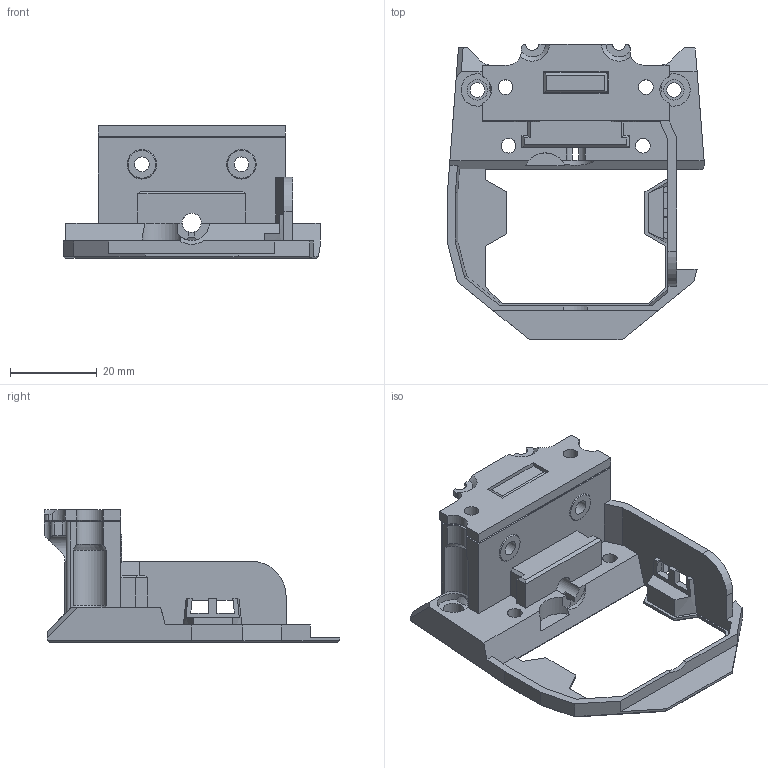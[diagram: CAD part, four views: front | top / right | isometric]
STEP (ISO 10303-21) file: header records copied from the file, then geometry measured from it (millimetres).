
FILE_DESCRIPTION (( 'STEP AP203' ), '1' );
FILE_NAME ('LGX_SB_Mount-r02e - NoPCB.STEP', '2023-01-15T22:46:24', ( '' ), ( '' ), 'SwSTEP 2.0', 'SolidWorks 2022', '' );
FILE_SCHEMA (( 'CONFIG_CONTROL_DESIGN' ));
Length unit declared in the file: millimetre
Products named in the file (1): LGX_SB_Mount-r02e - NoPCB
Bounding box: 59.36 x 68.17 x 30.6 mm (x, y, z)
Volume: 24242 mm3; surface area: 13311 mm2
Topology: 2 solids, 3 shells, 346 faces, 912 edges, 574 vertices
Faces by surface type: plane 247, cylinder 60, cone 31, bspline 8
Full cylindrical faces by diameter (mm): 3.4 x11, 4.4 x1, 4.7 x5, 6 x6, 7.5 x2
Entity records: 10614 total; most frequent: CARTESIAN_POINT 2272, ORIENTED_EDGE 1728, DIRECTION 1617, EDGE_CURVE 864, VECTOR 611, LINE 611, VERTEX_POINT 562, AXIS2_PLACEMENT_3D 503
